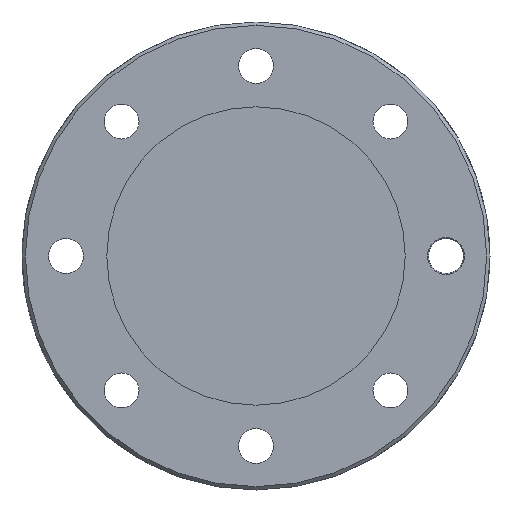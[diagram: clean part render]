
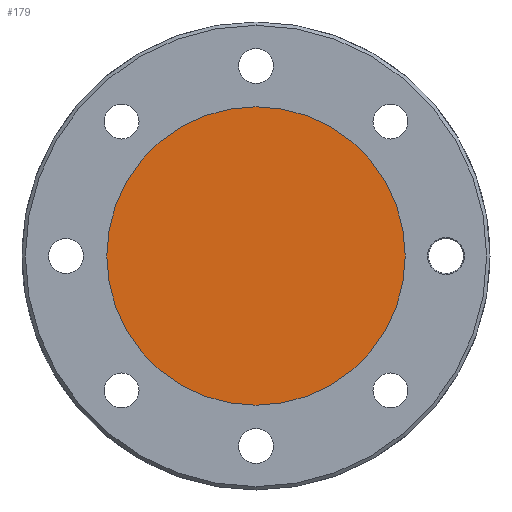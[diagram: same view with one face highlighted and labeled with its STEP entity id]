
A CAD part, front view. The second image highlights one B-rep face of the part: STEP entity #179.
In plain terms, the highlighted planar face has unit normal (0, -1, 0).
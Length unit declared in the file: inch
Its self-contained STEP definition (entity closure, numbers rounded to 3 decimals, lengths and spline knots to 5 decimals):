
#34 = CARTESIAN_POINT ( 'NONE',  ( 0., 0.024, 0. ) ) ;
#35 = AXIS2_PLACEMENT_3D ( 'NONE', #34, #202, #486 ) ;
#65 = AXIS2_PLACEMENT_3D ( 'NONE', #1097, #653, #180 ) ;
#179 = ADVANCED_FACE ( 'NONE', ( #1717 ), #1738, .T. ) ;
#180 = DIRECTION ( 'NONE',  ( 0.547, 0., -0.837 ) ) ;
#202 = DIRECTION ( 'NONE',  ( 0., 1., 0. ) ) ;
#249 = EDGE_CURVE ( 'NONE', #1972, #702, #883, .T. ) ;
#261 = DIRECTION ( 'NONE',  ( 0., 1., 0. ) ) ;
#329 = ORIENTED_EDGE ( 'NONE', *, *, #1295, .F. ) ;
#435 = CIRCLE ( 'NONE', #1463, 1.425 ) ;
#486 = DIRECTION ( 'NONE',  ( -0.547, 0., 0.837 ) ) ;
#564 = DIRECTION ( 'NONE',  ( -0.547, 0., 0.837 ) ) ;
#653 = DIRECTION ( 'NONE',  ( 0., -1., 0. ) ) ;
#702 = VERTEX_POINT ( 'NONE', #1364 ) ;
#802 = CARTESIAN_POINT ( 'NONE',  ( 0., 0.024, -1.425 ) ) ;
#883 = CIRCLE ( 'NONE', #35, 1.425 ) ;
#908 = EDGE_LOOP ( 'NONE', ( #1917, #329 ) ) ;
#1097 = CARTESIAN_POINT ( 'NONE',  ( 0., 0.024, 0. ) ) ;
#1295 = EDGE_CURVE ( 'NONE', #702, #1972, #435, .T. ) ;
#1364 = CARTESIAN_POINT ( 'NONE',  ( 0., 0.024, 1.425 ) ) ;
#1463 = AXIS2_PLACEMENT_3D ( 'NONE', #1474, #261, #564 ) ;
#1474 = CARTESIAN_POINT ( 'NONE',  ( 0., 0.024, 0. ) ) ;
#1717 = FACE_OUTER_BOUND ( 'NONE', #908, .T. ) ;
#1738 = PLANE ( 'NONE',  #65 ) ;
#1917 = ORIENTED_EDGE ( 'NONE', *, *, #249, .F. ) ;
#1972 = VERTEX_POINT ( 'NONE', #802 ) ;
